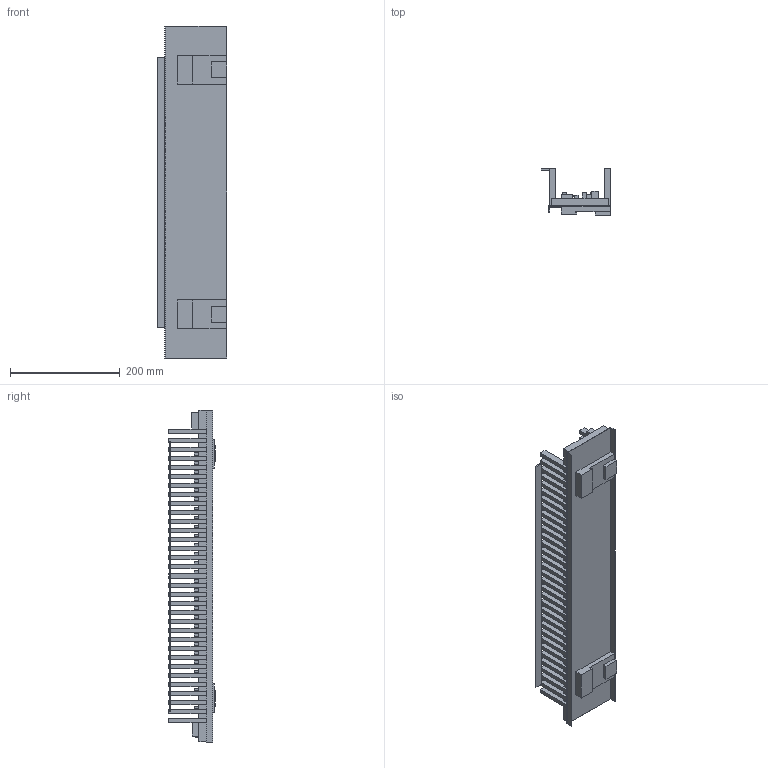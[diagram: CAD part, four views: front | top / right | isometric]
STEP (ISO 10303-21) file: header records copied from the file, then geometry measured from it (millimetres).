
FILE_DESCRIPTION((''),'2;1');
FILE_NAME('DM_CAD-5381_SW0001','2018-04-05T',('creinig-se'),(''),'PRO/ENGINEER BY PARAMETRIC TECHNOLOGY CORPORATION, 2015440','PRO/ENGINEER BY PARAMETRIC TECHNOLOGY CORPORATION, 2015440','');
FILE_SCHEMA(('CONFIG_CONTROL_DESIGN'));
Length unit declared in the file: millimetre
Products named in the file (1): DM_CAD-5381_SW0001
Bounding box: 127.42 x 85.1 x 605 mm (x, y, z)
Volume: 1425390.4 mm3; surface area: 372443.3 mm2
Topology: 2 solids, 2 shells, 918 faces, 2582 edges, 1720 vertices
Faces by surface type: plane 918
Entity records: 33209 total; most frequent: CARTESIAN_POINT 5220, ORIENTED_EDGE 5164, DIRECTION 4418, VECTOR 2582, LINE 2582, EDGE_CURVE 2582, VERTEX_POINT 1720, EDGE_LOOP 970
